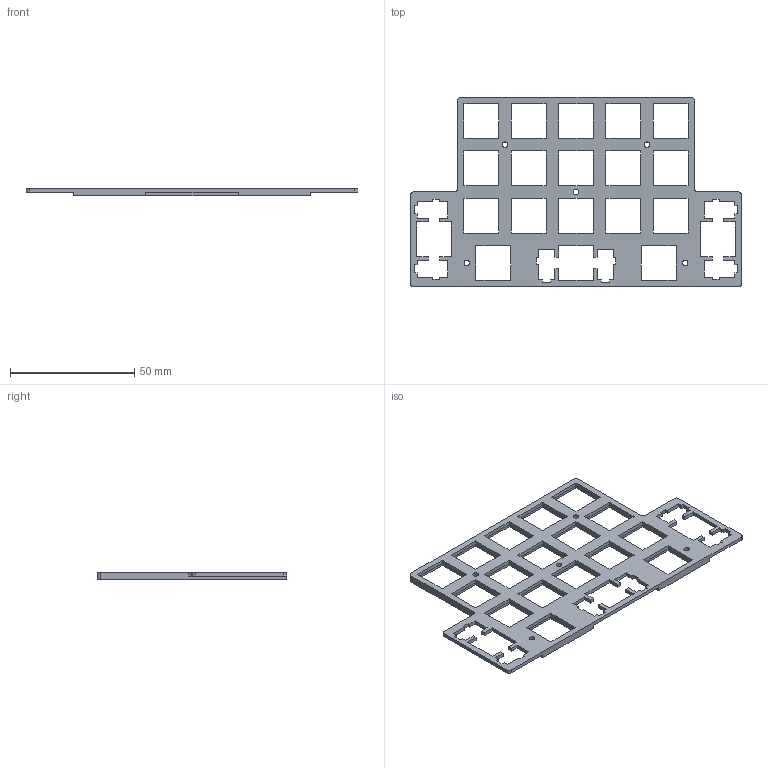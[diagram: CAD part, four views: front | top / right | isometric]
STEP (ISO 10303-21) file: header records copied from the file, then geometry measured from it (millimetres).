
FILE_DESCRIPTION(('HOOPS Exchange Step'),'2;1');
FILE_NAME('temp_export','2023-12-31T12:23:48-05:00',('jscotto'),('Shapr3D Limited'),'HOOPS Exchange 2023.2','Shapr3D','Authorized');
FILE_SCHEMA( ('AUTOMOTIVE_DESIGN { 1 0 10303 214 1 1 1 1 }') );
Length unit declared in the file: millimetre
Products named in the file (1): Plate (nice!nano)
Bounding box: 133.35 x 76.2 x 3 mm (x, y, z)
Volume: 10346.2 mm3; surface area: 13213.2 mm2
Topology: 1 solids, 1 shells, 290 faces, 821 edges, 550 vertices
Faces by surface type: plane 277, cylinder 13
Full cylindrical faces by diameter (mm): 2.2 x5
Entity records: 9367 total; most frequent: CARTESIAN_POINT 1662, ORIENTED_EDGE 1642, DIRECTION 1437, EDGE_CURVE 821, VECTOR 787, LINE 787, VERTEX_POINT 550, EDGE_LOOP 357
